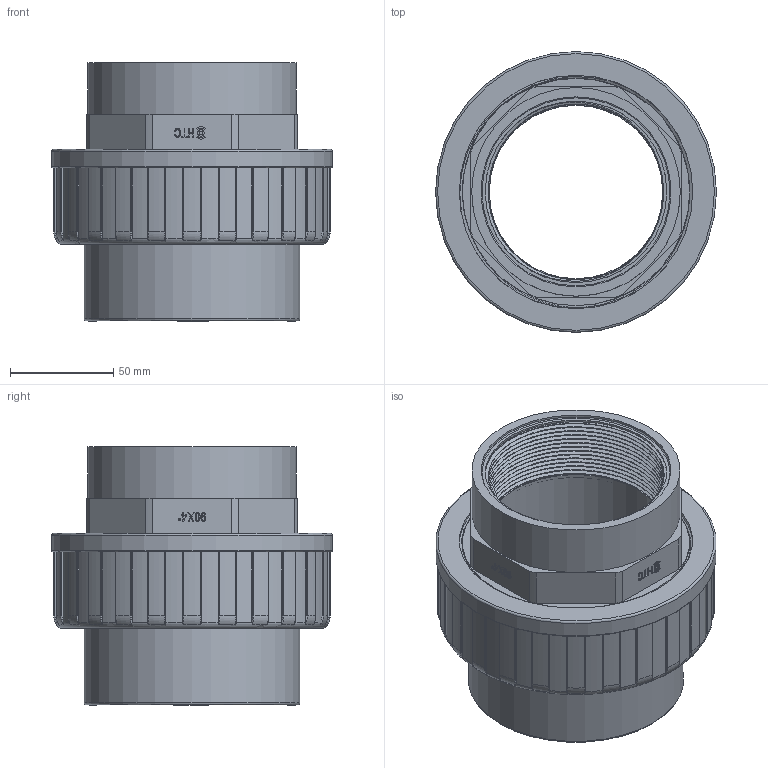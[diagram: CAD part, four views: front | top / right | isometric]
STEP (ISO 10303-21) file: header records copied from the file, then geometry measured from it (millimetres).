
FILE_DESCRIPTION(/* description */ (''),/* implementation_level */ '2;1');
FILE_NAME(/* name */ '90X3 V型活接（主体内螺）.stp',/* time_stamp */ '2025-12-25T13:23:12+08:00',/* author */ (''),/* organization */ (''),/* preprocessor_version */ 'ST-DEVELOPER v16.7',/* originating_system */ 'SIEMENS PLM Software NX 12.0',/* authorisation */ '');
FILE_SCHEMA (('AUTOMOTIVE_DESIGN { 1 0 10303 214 3 1 1 1 }'));
Products named in the file (1): Admi173CE189stqg
Bounding box: 136 x 136 x 125.25 mm (x, y, z)
Volume: 555421.3 mm3; surface area: 169249.4 mm2
Topology: 4 solids, 4 shells, 2091 faces, 5917 edges, 3927 vertices
Faces by surface type: plane 1765, cylinder 178, extrusion 57, bspline 55, torus 35, cone 1
Full cylindrical faces by diameter (mm): 1.56 x1, 1.8 x1, 2.34 x1, 3.2 x1, 3.32 x1, 4.98 x1, 84 x1, 85 x1, 87.884 x13, 92 x1, 93.6 x2, 101 x1, 104.5 x1, 105 x2, 105.1 x1, 109.7 x1, 110 x1, 110.072 x11, 113.03 x15, 136 x1
Entity records: 86797 total; most frequent: CARTESIAN_POINT 40416, ORIENTED_EDGE 11512, DIRECTION 6610, EDGE_CURVE 5756, VERTEX_POINT 3840, B_SPLINE_CURVE_WITH_KNOTS 3471, AXIS2_PLACEMENT_3D 2268, EDGE_LOOP 2192
